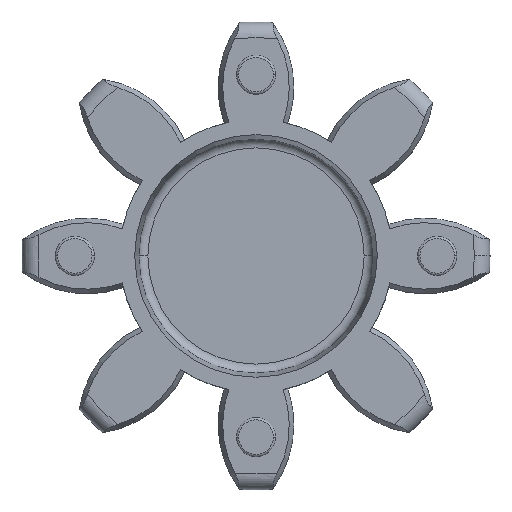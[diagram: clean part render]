
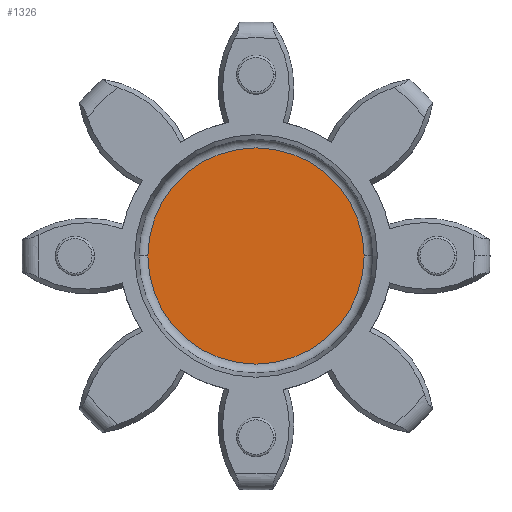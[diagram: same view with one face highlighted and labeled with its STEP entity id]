
A CAD part, top view. The second image highlights one B-rep face of the part: STEP entity #1326.
In plain terms, the highlighted planar face has unit normal (0, 0, 1).
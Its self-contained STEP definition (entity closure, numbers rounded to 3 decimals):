
#189 = AXIS2_PLACEMENT_3D ( 'NONE', #3392, #5166, #344 ) ;
#344 = DIRECTION ( 'NONE',  ( 1., 0., 0. ) ) ;
#764 = AXIS2_PLACEMENT_3D ( 'NONE', #4974, #5267, #1040 ) ;
#796 = ORIENTED_EDGE ( 'NONE', *, *, #4039, .T. ) ;
#1040 = DIRECTION ( 'NONE',  ( 1., 0., 0. ) ) ;
#1199 = PLANE ( 'NONE',  #3400 ) ;
#1263 = EDGE_LOOP ( 'NONE', ( #4952, #796 ) ) ;
#1326 = ADVANCED_FACE ( 'NONE', ( #5128 ), #1199, .T. ) ;
#1867 = EDGE_CURVE ( 'NONE', #3648, #2002, #4587, .T. ) ;
#2002 = VERTEX_POINT ( 'NONE', #5442 ) ;
#2087 = CARTESIAN_POINT ( 'NONE',  ( 0., 0., 2.8 ) ) ;
#2336 = DIRECTION ( 'NONE',  ( 1., 0., 0. ) ) ;
#3090 = CARTESIAN_POINT ( 'NONE',  ( 23.8, 0., 2.8 ) ) ;
#3251 = CIRCLE ( 'NONE', #764, 23.8 ) ;
#3392 = CARTESIAN_POINT ( 'NONE',  ( 0., 0., 2.8 ) ) ;
#3400 = AXIS2_PLACEMENT_3D ( 'NONE', #2087, #3843, #2336 ) ;
#3648 = VERTEX_POINT ( 'NONE', #3090 ) ;
#3843 = DIRECTION ( 'NONE',  ( 0., 0., 1. ) ) ;
#4039 = EDGE_CURVE ( 'NONE', #2002, #3648, #3251, .T. ) ;
#4587 = CIRCLE ( 'NONE', #189, 23.8 ) ;
#4952 = ORIENTED_EDGE ( 'NONE', *, *, #1867, .T. ) ;
#4974 = CARTESIAN_POINT ( 'NONE',  ( 0., 0., 2.8 ) ) ;
#5128 = FACE_OUTER_BOUND ( 'NONE', #1263, .T. ) ;
#5166 = DIRECTION ( 'NONE',  ( 0., 0., 1. ) ) ;
#5267 = DIRECTION ( 'NONE',  ( 0., 0., 1. ) ) ;
#5442 = CARTESIAN_POINT ( 'NONE',  ( -23.8, 0., 2.8 ) ) ;
